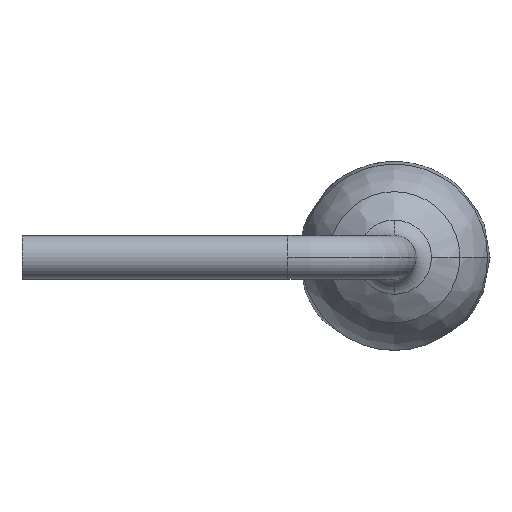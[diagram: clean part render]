
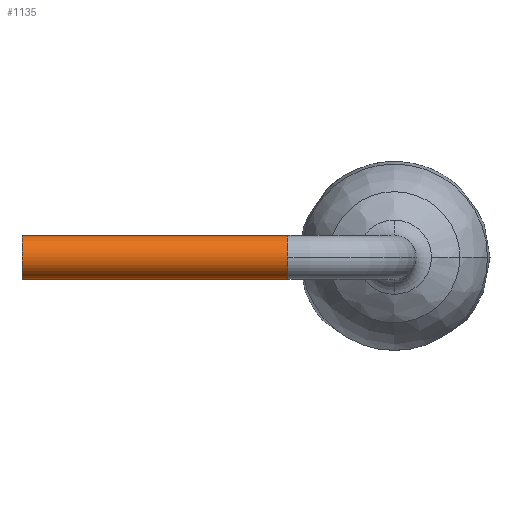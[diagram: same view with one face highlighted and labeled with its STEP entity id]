
A CAD part, left-side view. The second image highlights one B-rep face of the part: STEP entity #1135.
In plain terms, the highlighted cylindrical face has radius 0.41 mm (diameter 0.82 mm), a partial arc.
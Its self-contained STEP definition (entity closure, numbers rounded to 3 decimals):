
#40 = ORIENTED_EDGE ( 'NONE', *, *, #1063, .F. ) ;
#52 = CARTESIAN_POINT ( 'NONE',  ( -6.35, 2., -0.41 ) ) ;
#63 = EDGE_LOOP ( 'NONE', ( #706, #40, #1632, #2154, #458 ) ) ;
#243 = DIRECTION ( 'NONE',  ( 0., 0., -1. ) ) ;
#257 = CARTESIAN_POINT ( 'NONE',  ( -6.35, 2., 0. ) ) ;
#263 = CARTESIAN_POINT ( 'NONE',  ( -6.35, 7., 0.41 ) ) ;
#268 = AXIS2_PLACEMENT_3D ( 'NONE', #2019, #274, #422 ) ;
#274 = DIRECTION ( 'NONE',  ( 0., -1., 0. ) ) ;
#302 = CARTESIAN_POINT ( 'NONE',  ( -6.76, 2., 0. ) ) ;
#349 = LINE ( 'NONE', #52, #1494 ) ;
#404 = CIRCLE ( 'NONE', #523, 0.41 ) ;
#422 = DIRECTION ( 'NONE',  ( 0., 0., -1. ) ) ;
#458 = ORIENTED_EDGE ( 'NONE', *, *, #898, .T. ) ;
#464 = FACE_OUTER_BOUND ( 'NONE', #63, .T. ) ;
#523 = AXIS2_PLACEMENT_3D ( 'NONE', #257, #1874, #243 ) ;
#563 = CIRCLE ( 'NONE', #1436, 0.41 ) ;
#565 = DIRECTION ( 'NONE',  ( 0., 0., -1. ) ) ;
#653 = EDGE_CURVE ( 'NONE', #1628, #1724, #404, .T. ) ;
#706 = ORIENTED_EDGE ( 'NONE', *, *, #2289, .F. ) ;
#768 = CARTESIAN_POINT ( 'NONE',  ( -6.35, 7., -0.41 ) ) ;
#772 = VERTEX_POINT ( 'NONE', #843 ) ;
#843 = CARTESIAN_POINT ( 'NONE',  ( -6.35, 2., -0.41 ) ) ;
#898 = EDGE_CURVE ( 'NONE', #1185, #1115, #1213, .T. ) ;
#922 = DIRECTION ( 'NONE',  ( 0., -1., 0. ) ) ;
#974 = CARTESIAN_POINT ( 'NONE',  ( -6.35, 2., 0. ) ) ;
#1063 = EDGE_CURVE ( 'NONE', #1724, #772, #563, .T. ) ;
#1115 = VERTEX_POINT ( 'NONE', #768 ) ;
#1131 = AXIS2_PLACEMENT_3D ( 'NONE', #974, #1151, #1330 ) ;
#1135 = ADVANCED_FACE ( 'NONE', ( #464 ), #2264, .T. ) ;
#1151 = DIRECTION ( 'NONE',  ( 0., 1., 0. ) ) ;
#1185 = VERTEX_POINT ( 'NONE', #263 ) ;
#1213 = CIRCLE ( 'NONE', #268, 0.41 ) ;
#1234 = CARTESIAN_POINT ( 'NONE',  ( -6.35, 2., 0.41 ) ) ;
#1330 = DIRECTION ( 'NONE',  ( 0., 0., 1. ) ) ;
#1436 = AXIS2_PLACEMENT_3D ( 'NONE', #2003, #922, #565 ) ;
#1494 = VECTOR ( 'NONE', #1857, 1000. ) ;
#1628 = VERTEX_POINT ( 'NONE', #2184 ) ;
#1632 = ORIENTED_EDGE ( 'NONE', *, *, #653, .F. ) ;
#1724 = VERTEX_POINT ( 'NONE', #302 ) ;
#1785 = DIRECTION ( 'NONE',  ( 0., 1., 0. ) ) ;
#1857 = DIRECTION ( 'NONE',  ( 0., 1., 0. ) ) ;
#1874 = DIRECTION ( 'NONE',  ( 0., -1., 0. ) ) ;
#2003 = CARTESIAN_POINT ( 'NONE',  ( -6.35, 2., 0. ) ) ;
#2019 = CARTESIAN_POINT ( 'NONE',  ( -6.35, 7., 0. ) ) ;
#2112 = EDGE_CURVE ( 'NONE', #1628, #1185, #2205, .T. ) ;
#2152 = VECTOR ( 'NONE', #1785, 1000. ) ;
#2154 = ORIENTED_EDGE ( 'NONE', *, *, #2112, .T. ) ;
#2184 = CARTESIAN_POINT ( 'NONE',  ( -6.35, 2., 0.41 ) ) ;
#2205 = LINE ( 'NONE', #1234, #2152 ) ;
#2264 = CYLINDRICAL_SURFACE ( 'NONE', #1131, 0.41 ) ;
#2289 = EDGE_CURVE ( 'NONE', #772, #1115, #349, .T. ) ;
